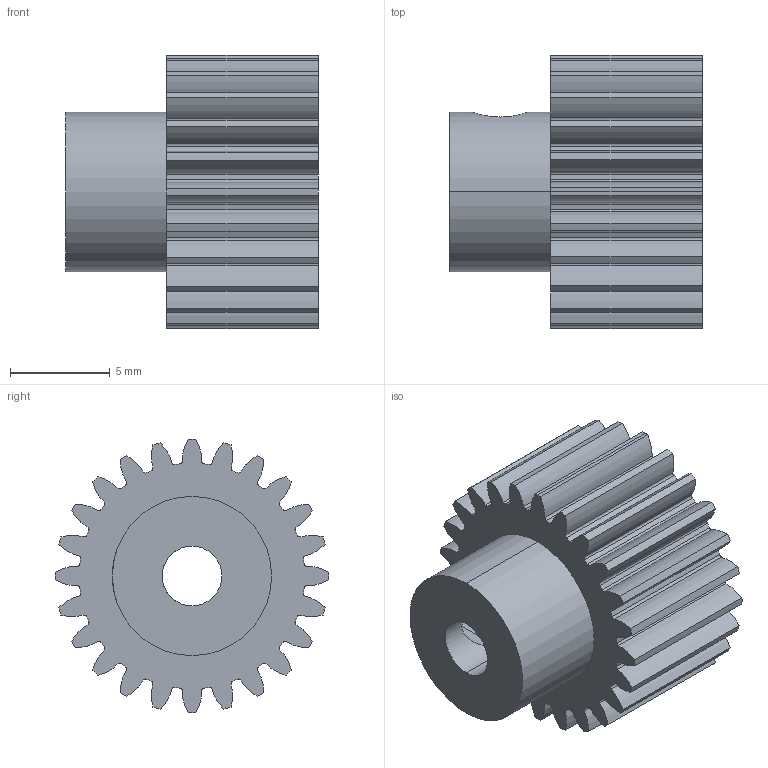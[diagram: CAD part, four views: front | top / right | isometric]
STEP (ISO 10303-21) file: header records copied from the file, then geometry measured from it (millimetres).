
FILE_DESCRIPTION (( 'STEP AP203' ), '1' );
FILE_NAME ('615322.STEP', '2015-02-10T14:54:30', ( 'Kyle' ), ( 'Microsoft' ), 'SwSTEP 2.0', 'SolidWorks 2014', '' );
FILE_SCHEMA (( 'CONFIG_CONTROL_DESIGN' ));
Length unit declared in the file: inch
Products named in the file (1): 615322
Bounding box: 12.7 x 13.76 x 13.76 mm (x, y, z)
Volume: 1098.5 mm3; surface area: 1106.6 mm2
Topology: 1 solids, 1 shells, 163 faces, 480 edges, 320 vertices
Faces by surface type: cylinder 112, bspline 48, plane 3
Entity records: 8303 total; most frequent: CARTESIAN_POINT 3990, ORIENTED_EDGE 960, DIRECTION 832, EDGE_CURVE 480, AXIS2_PLACEMENT_3D 336, VERTEX_POINT 320, CIRCLE 220, EDGE_LOOP 168
